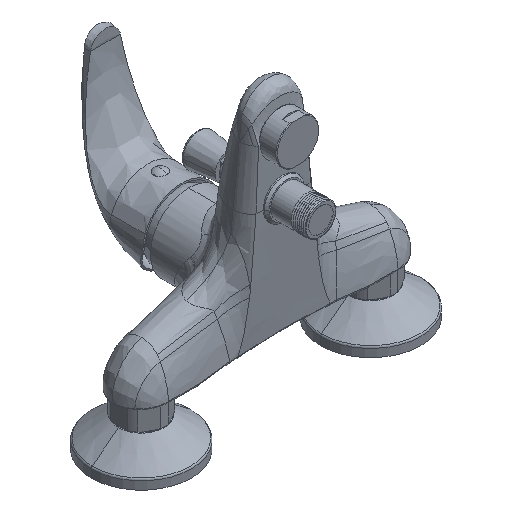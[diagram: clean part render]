
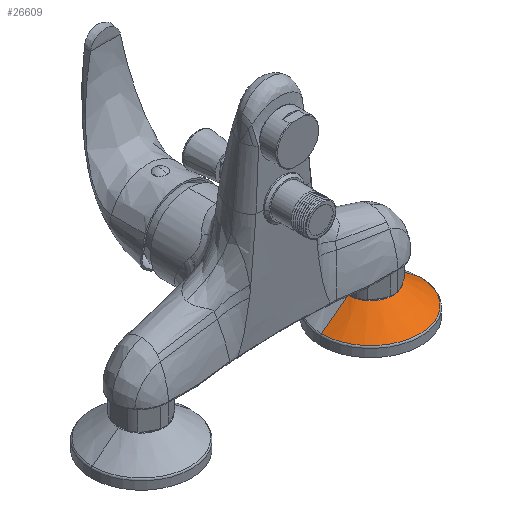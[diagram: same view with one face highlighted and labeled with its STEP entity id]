
A CAD part, isometric view. The second image highlights one B-rep face of the part: STEP entity #26609.
In plain terms, the highlighted conical face has half-angle 52.507 degrees and reference radius 23.534 mm.
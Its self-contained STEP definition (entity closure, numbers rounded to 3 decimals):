
#10035=CARTESIAN_POINT('',(75.,0.,-43.81));
#10036=DIRECTION('',(0.,0.,1.));
#10037=DIRECTION('',(-1.,0.,0.));
#10038=AXIS2_PLACEMENT_3D('',#10035,#10036,#10037);
#10040=DIRECTION('',(-0.793,0.,0.609));
#10041=VECTOR('',#10040,21.752);
#10042=CARTESIAN_POINT('',(107.163,0.,
-57.05));
#10043=LINE('',#10042,#10041);
#10044=CARTESIAN_POINT('',(75.,0.,-57.05));
#10045=DIRECTION('',(0.,0.,1.));
#10046=DIRECTION('',(-1.,0.,0.));
#10047=AXIS2_PLACEMENT_3D('',#10044,#10045,#10046);
#10049=DIRECTION('',(0.793,0.,0.609));
#10050=VECTOR('',#10049,21.752);
#10051=CARTESIAN_POINT('',(42.837,0.,
-57.05));
#10052=LINE('',#10051,#10050);
#12663=CARTESIAN_POINT('',(42.837,0.,-57.05));
#12664=CARTESIAN_POINT('',(107.163,0.,-57.05));
#12665=VERTEX_POINT('',#12663);
#12666=VERTEX_POINT('',#12664);
#12671=CARTESIAN_POINT('',(60.096,0.,-43.81));
#12672=CARTESIAN_POINT('',(89.904,0.,-43.81));
#12673=VERTEX_POINT('',#12671);
#12674=VERTEX_POINT('',#12672);
#26595=CARTESIAN_POINT('',(75.,0.,-50.43));
#26596=DIRECTION('',(0.,0.,-1.));
#26597=DIRECTION('',(1.,0.,0.));
#26598=AXIS2_PLACEMENT_3D('',#26595,#26596,#26597);
#26599=CONICAL_SURFACE('',#26598,23.533,52.507);
#26600=ORIENTED_EDGE('',*,*,#26582,.T.);
#26602=ORIENTED_EDGE('',*,*,#26601,.F.);
#26604=ORIENTED_EDGE('',*,*,#26603,.F.);
#26606=ORIENTED_EDGE('',*,*,#26605,.T.);
#26607=EDGE_LOOP('',(#26600,#26602,#26604,#26606));
#26608=FACE_OUTER_BOUND('',#26607,.F.);
#26609=ADVANCED_FACE('',(#26608),#26599,.T.);
#10039=CIRCLE('',#10038,14.904);
#10048=CIRCLE('',#10047,32.163);
#26582=EDGE_CURVE('',#12673,#12674,#10039,.T.);
#26601=EDGE_CURVE('',#12666,#12674,#10043,.T.);
#26603=EDGE_CURVE('',#12665,#12666,#10048,.T.);
#26605=EDGE_CURVE('',#12665,#12673,#10052,.T.);
